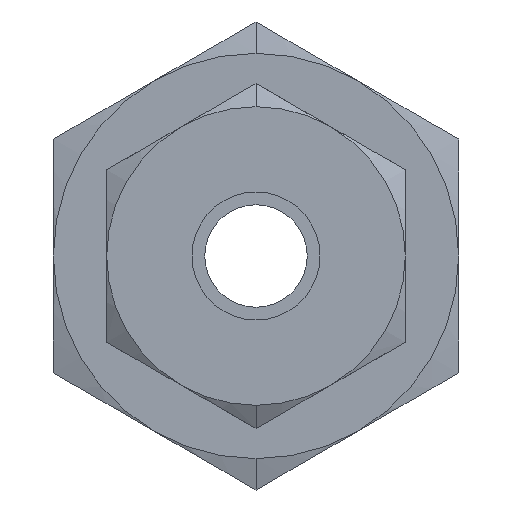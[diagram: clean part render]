
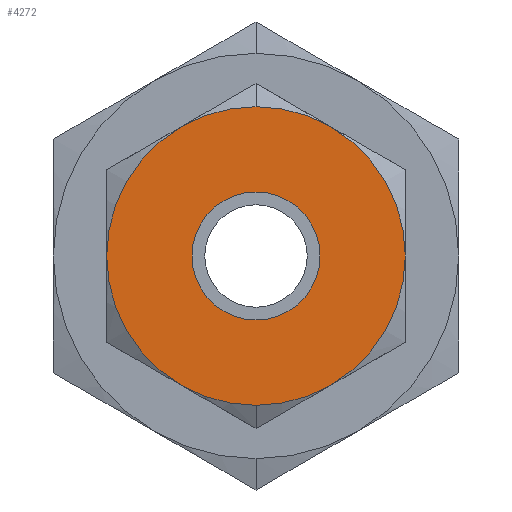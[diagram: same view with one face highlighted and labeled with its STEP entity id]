
A CAD part, left-side view. The second image highlights one B-rep face of the part: STEP entity #4272.
In plain terms, the highlighted planar face has unit normal (-1, 0, 0).
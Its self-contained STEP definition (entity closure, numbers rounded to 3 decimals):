
#118 = CARTESIAN_POINT ( 'NONE',  ( 0., 0., 0. ) ) ;
#180 = CARTESIAN_POINT ( 'NONE',  ( 0., 0., 0. ) ) ;
#353 = CIRCLE ( 'NONE', #3511, 3. ) ;
#813 = DIRECTION ( 'NONE',  ( 1., 0., 0. ) ) ;
#817 = FACE_BOUND ( 'NONE', #3415, .T. ) ;
#1059 = AXIS2_PLACEMENT_3D ( 'NONE', #180, #4704, #1160 ) ;
#1160 = DIRECTION ( 'NONE',  ( 0., 0., 1. ) ) ;
#1225 = AXIS2_PLACEMENT_3D ( 'NONE', #5820, #1924, #5271 ) ;
#1795 = CARTESIAN_POINT ( 'NONE',  ( 0., 0., -3. ) ) ;
#1924 = DIRECTION ( 'NONE',  ( -1., 0., 0. ) ) ;
#1990 = CARTESIAN_POINT ( 'NONE',  ( 0., 0., 3. ) ) ;
#2047 = DIRECTION ( 'NONE',  ( 1., 0., 0. ) ) ;
#2072 = VERTEX_POINT ( 'NONE', #1990 ) ;
#2079 = DIRECTION ( 'NONE',  ( 0., 0., -1. ) ) ;
#2271 = AXIS2_PLACEMENT_3D ( 'NONE', #3157, #2047, #2079 ) ;
#2701 = VERTEX_POINT ( 'NONE', #6271 ) ;
#2765 = VERTEX_POINT ( 'NONE', #1795 ) ;
#3036 = PLANE ( 'NONE',  #1225 ) ;
#3092 = CARTESIAN_POINT ( 'NONE',  ( 0., 0., 0. ) ) ;
#3157 = CARTESIAN_POINT ( 'NONE',  ( 0., 0., 0. ) ) ;
#3415 = EDGE_LOOP ( 'NONE', ( #6477, #7094 ) ) ;
#3511 = AXIS2_PLACEMENT_3D ( 'NONE', #118, #813, #5677 ) ;
#3585 = FACE_OUTER_BOUND ( 'NONE', #4911, .T. ) ;
#3637 = EDGE_CURVE ( 'NONE', #2072, #2765, #6065, .T. ) ;
#3782 = ORIENTED_EDGE ( 'NONE', *, *, #3997, .F. ) ;
#3997 = EDGE_CURVE ( 'NONE', #2701, #5862, #4315, .T. ) ;
#4272 = ADVANCED_FACE ( 'NONE', ( #817, #3585 ), #3036, .T. ) ;
#4315 = CIRCLE ( 'NONE', #1059, 7. ) ;
#4704 = DIRECTION ( 'NONE',  ( 1., 0., 0. ) ) ;
#4782 = AXIS2_PLACEMENT_3D ( 'NONE', #3092, #5773, #6465 ) ;
#4806 = ORIENTED_EDGE ( 'NONE', *, *, #4896, .F. ) ;
#4896 = EDGE_CURVE ( 'NONE', #5862, #2701, #5402, .T. ) ;
#4911 = EDGE_LOOP ( 'NONE', ( #3782, #4806 ) ) ;
#5271 = DIRECTION ( 'NONE',  ( 0., 0., 1. ) ) ;
#5402 = CIRCLE ( 'NONE', #2271, 7. ) ;
#5628 = CARTESIAN_POINT ( 'NONE',  ( 0., 0., -7. ) ) ;
#5677 = DIRECTION ( 'NONE',  ( 0., 0., -1. ) ) ;
#5728 = EDGE_CURVE ( 'NONE', #2765, #2072, #353, .T. ) ;
#5773 = DIRECTION ( 'NONE',  ( 1., 0., 0. ) ) ;
#5820 = CARTESIAN_POINT ( 'NONE',  ( 0., 0., 3.5 ) ) ;
#5862 = VERTEX_POINT ( 'NONE', #5628 ) ;
#6065 = CIRCLE ( 'NONE', #4782, 3. ) ;
#6271 = CARTESIAN_POINT ( 'NONE',  ( 0., 0., 7. ) ) ;
#6465 = DIRECTION ( 'NONE',  ( 0., 0., 1. ) ) ;
#6477 = ORIENTED_EDGE ( 'NONE', *, *, #5728, .T. ) ;
#7094 = ORIENTED_EDGE ( 'NONE', *, *, #3637, .T. ) ;
